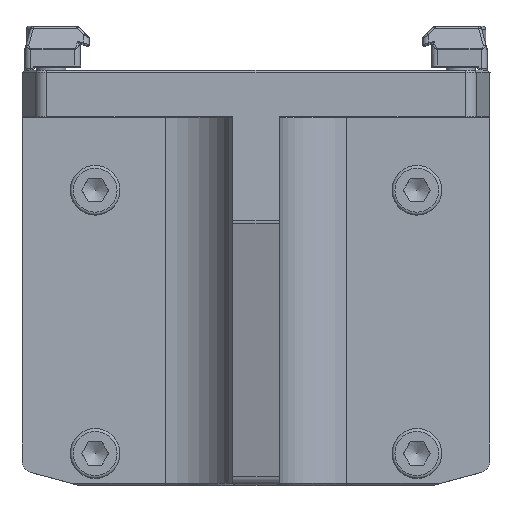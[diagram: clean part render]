
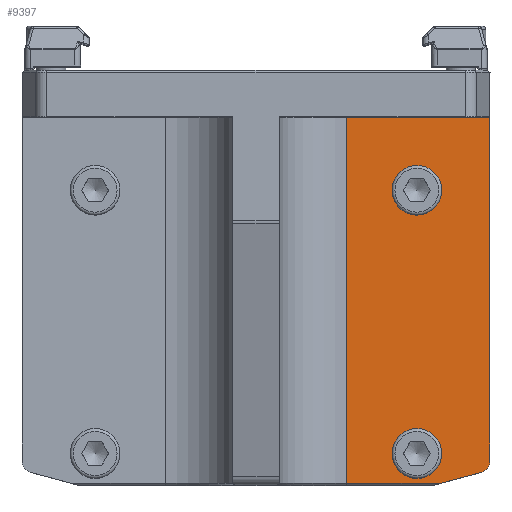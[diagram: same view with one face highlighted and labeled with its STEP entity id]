
A CAD part, top view. The second image highlights one B-rep face of the part: STEP entity #9397.
In plain terms, the highlighted planar face has unit normal (0, 0, 1).
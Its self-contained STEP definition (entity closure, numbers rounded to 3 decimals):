
#766=LINE('',#17157,#1326);
#772=LINE('',#17175,#1332);
#773=LINE('',#17179,#1333);
#774=LINE('',#17183,#1334);
#775=LINE('',#17184,#1335);
#1326=VECTOR('',#12638,10.);
#1332=VECTOR('',#12654,10.);
#1333=VECTOR('',#12659,10.);
#1334=VECTOR('',#12662,10.);
#1335=VECTOR('',#12663,10.);
#1754=FACE_BOUND('',#2738,.T.);
#1755=FACE_BOUND('',#2739,.T.);
#2150=FACE_OUTER_BOUND('',#2737,.T.);
#2737=EDGE_LOOP('',(#7483,#7484,#7485,#7486,#7487,#7488));
#2738=EDGE_LOOP('',(#7489,#7490));
#2739=EDGE_LOOP('',(#7491,#7492));
#2992=CIRCLE('',#9672,4.25);
#2993=CIRCLE('',#9673,4.25);
#3010=CIRCLE('',#9705,4.25);
#3011=CIRCLE('',#9706,4.25);
#3343=CIRCLE('',#10379,2.);
#3580=VERTEX_POINT('',#13747);
#3581=VERTEX_POINT('',#13748);
#3610=VERTEX_POINT('',#13847);
#3611=VERTEX_POINT('',#13848);
#4127=VERTEX_POINT('',#17140);
#4133=VERTEX_POINT('',#17155);
#4140=VERTEX_POINT('',#17174);
#4141=VERTEX_POINT('',#17178);
#4142=VERTEX_POINT('',#17180);
#4143=VERTEX_POINT('',#17182);
#4441=EDGE_CURVE('',#3580,#3581,#2992,.T.);
#4442=EDGE_CURVE('',#3581,#3580,#2993,.T.);
#4482=EDGE_CURVE('',#3610,#3611,#3010,.T.);
#4483=EDGE_CURVE('',#3611,#3610,#3011,.T.);
#5296=EDGE_CURVE('',#4133,#4127,#766,.T.);
#5305=EDGE_CURVE('',#4127,#4140,#772,.T.);
#5307=EDGE_CURVE('',#4141,#4133,#773,.T.);
#5308=EDGE_CURVE('',#4142,#4141,#3343,.T.);
#5309=EDGE_CURVE('',#4143,#4142,#774,.T.);
#5310=EDGE_CURVE('',#4140,#4143,#775,.T.);
#7483=ORIENTED_EDGE('',*,*,#5296,.F.);
#7484=ORIENTED_EDGE('',*,*,#5307,.F.);
#7485=ORIENTED_EDGE('',*,*,#5308,.F.);
#7486=ORIENTED_EDGE('',*,*,#5309,.F.);
#7487=ORIENTED_EDGE('',*,*,#5310,.F.);
#7488=ORIENTED_EDGE('',*,*,#5305,.F.);
#7489=ORIENTED_EDGE('',*,*,#4441,.T.);
#7490=ORIENTED_EDGE('',*,*,#4442,.T.);
#7491=ORIENTED_EDGE('',*,*,#4482,.T.);
#7492=ORIENTED_EDGE('',*,*,#4483,.T.);
#8460=PLANE('',#10378);
#9397=ADVANCED_FACE('',(#2150,#1754,#1755),#8460,.T.);
#9672=AXIS2_PLACEMENT_3D('',#13749,#10917,#10918);
#9673=AXIS2_PLACEMENT_3D('',#13750,#10919,#10920);
#9705=AXIS2_PLACEMENT_3D('',#13849,#10999,#11000);
#9706=AXIS2_PLACEMENT_3D('',#13850,#11001,#11002);
#10378=AXIS2_PLACEMENT_3D('',#17177,#12657,#12658);
#10379=AXIS2_PLACEMENT_3D('',#17181,#12660,#12661);
#10917=DIRECTION('center_axis',(0.,0.,
-1.));
#10918=DIRECTION('ref_axis',(0.,1.,0.));
#10919=DIRECTION('center_axis',(0.,0.,
-1.));
#10920=DIRECTION('ref_axis',(0.,1.,0.));
#10999=DIRECTION('center_axis',(0.,0.,
-1.));
#11000=DIRECTION('ref_axis',(0.,1.,0.));
#11001=DIRECTION('center_axis',(0.,0.,
-1.));
#11002=DIRECTION('ref_axis',(0.,1.,0.));
#12638=DIRECTION('',(-1.,0.,0.));
#12654=DIRECTION('',(0.,1.,0.));
#12657=DIRECTION('center_axis',(0.,0.,
1.));
#12658=DIRECTION('ref_axis',(-1.,0.,0.));
#12659=DIRECTION('',(-0.966,-0.259,0.));
#12660=DIRECTION('center_axis',(0.,0.,
-1.));
#12661=DIRECTION('ref_axis',(0.793,-0.609,0.));
#12662=DIRECTION('',(0.,-1.,0.));
#12663=DIRECTION('',(1.,0.,0.));
#13747=CARTESIAN_POINT('',(-1504.3,212.75,78.));
#13748=CARTESIAN_POINT('',(-1504.3,204.25,78.));
#13749=CARTESIAN_POINT('Origin',(-1504.3,208.5,78.));
#13750=CARTESIAN_POINT('Origin',(-1504.3,208.5,78.));
#13847=CARTESIAN_POINT('',(-1504.3,257.75,78.));
#13848=CARTESIAN_POINT('',(-1504.3,249.25,78.));
#13849=CARTESIAN_POINT('Origin',(-1504.3,253.5,78.));
#13850=CARTESIAN_POINT('Origin',(-1504.3,253.5,78.));
#17140=CARTESIAN_POINT('',(-1516.3,203.4,78.));
#17155=CARTESIAN_POINT('',(-1500.307,203.4,78.));
#17157=CARTESIAN_POINT('',(-1511.8,203.4,78.));
#17174=CARTESIAN_POINT('',(-1516.3,266.,78.));
#17175=CARTESIAN_POINT('',(-1516.3,266.,78.));
#17177=CARTESIAN_POINT('Origin',(-1491.8,266.,78.));
#17178=CARTESIAN_POINT('',(-1493.282,205.282,78.));
#17179=CARTESIAN_POINT('',(-1486.76,207.03,78.));
#17180=CARTESIAN_POINT('',(-1491.8,207.214,78.));
#17181=CARTESIAN_POINT('Origin',(-1493.8,207.214,78.));
#17182=CARTESIAN_POINT('',(-1491.8,266.,78.));
#17183=CARTESIAN_POINT('',(-1491.8,266.,78.));
#17184=CARTESIAN_POINT('',(-1511.8,266.,78.));
